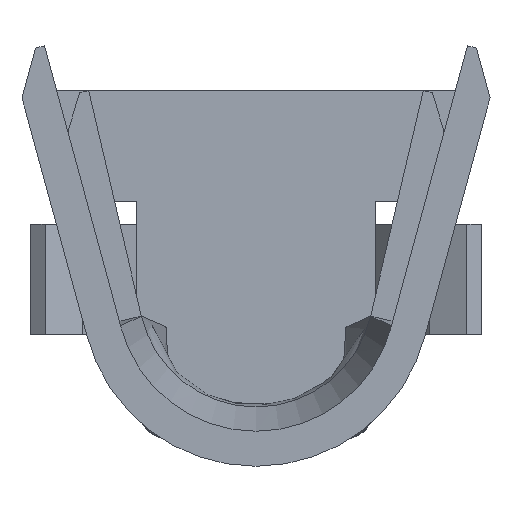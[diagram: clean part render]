
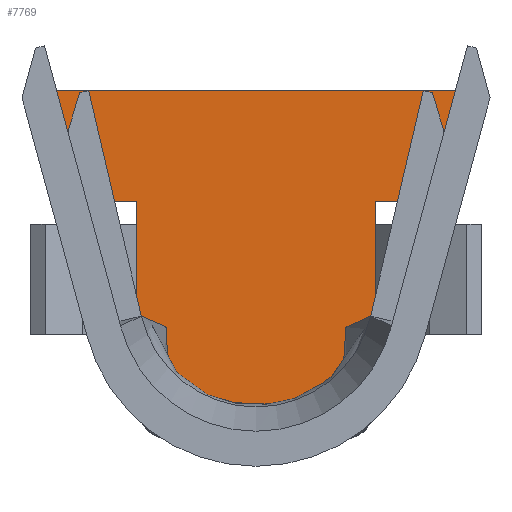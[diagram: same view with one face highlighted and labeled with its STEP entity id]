
A CAD part, front view. The second image highlights one B-rep face of the part: STEP entity #7769.
In plain terms, the highlighted planar face has unit normal (0, -1, 0).
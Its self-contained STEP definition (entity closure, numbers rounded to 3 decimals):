
#4850=CARTESIAN_POINT('',(0.484,-8.351,-0.084));
#4851=VERTEX_POINT('',#4850);
#4858=CARTESIAN_POINT('',(-0.482,-8.351,-0.084));
#4859=VERTEX_POINT('',#4858);
#4860=CARTESIAN_POINT('',(0.486,-8.351,-0.084));
#4861=CARTESIAN_POINT('',(0.483,-8.351,-0.12));
#4862=CARTESIAN_POINT('',(0.481,-8.351,-0.156));
#4863=CARTESIAN_POINT('',(0.475,-8.351,-0.224));
#4864=CARTESIAN_POINT('',(0.471,-8.351,-0.288));
#4865=CARTESIAN_POINT('',(0.4,-8.351,-0.458));
#4866=CARTESIAN_POINT('',(0.127,-8.351,-0.504));
#4867=CARTESIAN_POINT('',(-0.156,-8.351,-0.493));
#4868=CARTESIAN_POINT('',(-0.404,-8.351,-0.445));
#4869=CARTESIAN_POINT('',(-0.482,-8.351,-0.262));
#4870=CARTESIAN_POINT('',(-0.478,-8.351,-0.169));
#4871=CARTESIAN_POINT('',(-0.482,-8.351,-0.084));
#4872=B_SPLINE_CURVE_WITH_KNOTS('',3,(#4860,#4861,#4862,#4863,#4864,#4865,#4866,#4867,#4868,#4869,#4870,#4871),.UNSPECIFIED.,.F.,.U.,(4,2,2,2,2,4),(0.,0.191,0.359,1.163,1.778,2.173),.UNSPECIFIED.);
#4873=EDGE_CURVE('',#4851,#4859,#4872,.T.);
#4905=CARTESIAN_POINT('',(-0.641,-8.351,-0.091));
#4906=VERTEX_POINT('',#4905);
#4907=CARTESIAN_POINT('',(-0.482,-8.351,-0.084));
#4908=DIRECTION('',(-0.999,0.,-0.046));
#4909=VECTOR('',#4908,0.16);
#4910=LINE('',#4907,#4909);
#4911=EDGE_CURVE('',#4859,#4906,#4910,.T.);
#4936=CARTESIAN_POINT('',(0.643,-8.351,-0.091));
#4937=VERTEX_POINT('',#4936);
#4944=CARTESIAN_POINT('',(0.643,-8.351,-0.091));
#4945=DIRECTION('',(-0.999,-0.001,0.046));
#4946=VECTOR('',#4945,0.16);
#4947=LINE('',#4944,#4946);
#4948=EDGE_CURVE('',#4937,#4851,#4947,.T.);
#5763=CARTESIAN_POINT('',(-0.642,-8.351,0.594));
#5764=VERTEX_POINT('',#5763);
#5765=CARTESIAN_POINT('',(-0.641,-8.351,-0.091));
#5766=DIRECTION('',(-0.002,0.,1.));
#5767=VECTOR('',#5766,0.685);
#5768=LINE('',#5765,#5767);
#5769=EDGE_CURVE('',#4906,#5764,#5768,.T.);
#5846=CARTESIAN_POINT('',(-1.088,-8.351,0.594));
#5847=VERTEX_POINT('',#5846);
#5848=CARTESIAN_POINT('',(-0.642,-8.351,0.594));
#5849=DIRECTION('',(-1.,0.,0.));
#5850=VECTOR('',#5849,0.446);
#5851=LINE('',#5848,#5850);
#5852=EDGE_CURVE('',#5764,#5847,#5851,.T.);
#5886=CARTESIAN_POINT('',(-1.088,-8.351,1.187));
#5887=VERTEX_POINT('',#5886);
#5888=CARTESIAN_POINT('',(-1.088,-8.351,0.594));
#5889=DIRECTION('',(0.,0.,1.));
#5890=VECTOR('',#5889,0.594);
#5891=LINE('',#5888,#5890);
#5892=EDGE_CURVE('',#5847,#5887,#5891,.T.);
#5927=CARTESIAN_POINT('',(1.088,-8.351,0.594));
#5928=VERTEX_POINT('',#5927);
#5935=CARTESIAN_POINT('',(0.643,-8.351,0.594));
#5936=VERTEX_POINT('',#5935);
#5937=CARTESIAN_POINT('',(1.088,-8.351,0.594));
#5938=DIRECTION('',(-1.,0.,0.));
#5939=VECTOR('',#5938,0.445);
#5940=LINE('',#5937,#5939);
#5941=EDGE_CURVE('',#5928,#5936,#5940,.T.);
#5996=CARTESIAN_POINT('',(1.088,-8.351,1.187));
#5997=VERTEX_POINT('',#5996);
#5998=CARTESIAN_POINT('',(1.088,-8.351,1.187));
#5999=DIRECTION('',(0.,0.,-1.));
#6000=VECTOR('',#5999,0.594);
#6001=LINE('',#5998,#6000);
#6002=EDGE_CURVE('',#5997,#5928,#6001,.T.);
#7679=CARTESIAN_POINT('',(0.643,-8.351,0.594));
#7680=DIRECTION('',(0.,0.,-1.));
#7681=VECTOR('',#7680,0.685);
#7682=LINE('',#7679,#7681);
#7683=EDGE_CURVE('',#5936,#4937,#7682,.T.);
#7747=CARTESIAN_POINT('',(-0.032,-8.351,0.332));
#7748=DIRECTION('',(1.,0.,0.));
#7749=DIRECTION('',(0.,-1.,0.));
#7750=AXIS2_PLACEMENT_3D('',#7747,#7749,#7748);
#7751=PLANE('',#7750);
#7752=ORIENTED_EDGE('',*,*,#5892,.F.);
#7753=ORIENTED_EDGE('',*,*,#5852,.F.);
#7754=ORIENTED_EDGE('',*,*,#5769,.F.);
#7755=ORIENTED_EDGE('',*,*,#4911,.F.);
#7756=ORIENTED_EDGE('',*,*,#4873,.F.);
#7757=ORIENTED_EDGE('',*,*,#4948,.F.);
#7758=ORIENTED_EDGE('',*,*,#7683,.F.);
#7759=ORIENTED_EDGE('',*,*,#5941,.F.);
#7760=ORIENTED_EDGE('',*,*,#6002,.F.);
#7761=CARTESIAN_POINT('',(1.088,-8.351,1.187));
#7762=DIRECTION('',(-1.,0.,0.));
#7763=VECTOR('',#7762,2.177);
#7764=LINE('',#7761,#7763);
#7765=EDGE_CURVE('',#5997,#5887,#7764,.T.);
#7766=ORIENTED_EDGE('',*,*,#7765,.T.);
#7767=EDGE_LOOP('',(#7752,#7753,#7754,#7755,#7756,#7757,#7758,#7759,#7760,#7766));
#7768=FACE_OUTER_BOUND('',#7767,.T.);
#7769=ADVANCED_FACE('',(#7768),#7751,.T.);
